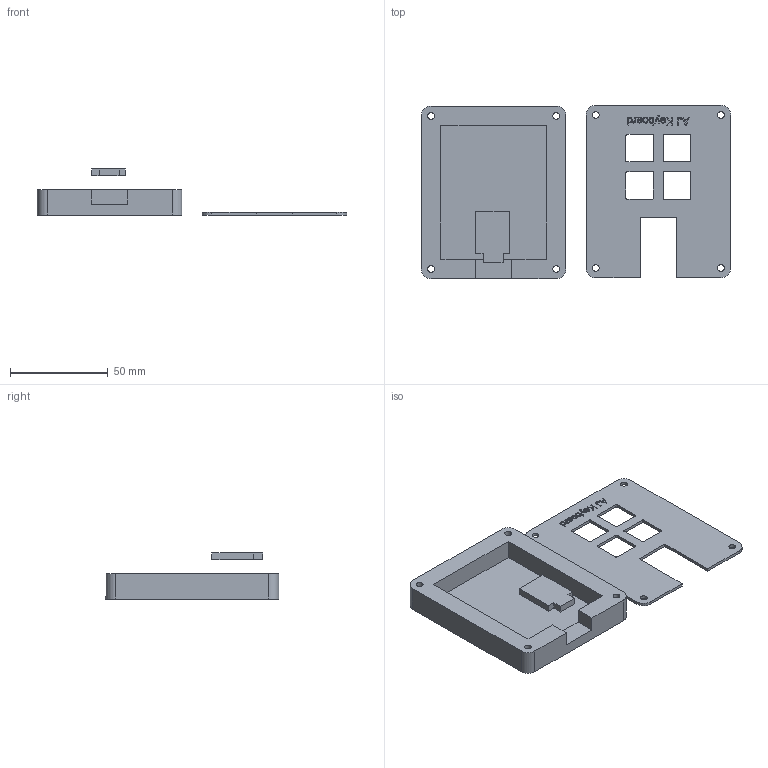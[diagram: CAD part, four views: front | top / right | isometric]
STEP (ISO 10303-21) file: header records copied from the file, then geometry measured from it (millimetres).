
FILE_DESCRIPTION(/* description */ (''),/* implementation_level */ '2;1');
FILE_NAME(/* name */ 'AJ''S Keyboard.step',/* time_stamp */ '2026-01-01T19:05:40-05:00',/* author */ (''),/* organization */ (''),/* preprocessor_version */ 'ST-DEVELOPER v20.1',/* originating_system */ 'Autodesk Translation Framework v14.21.0.0',/* authorisation */ '');
FILE_SCHEMA (('AUTOMOTIVE_DESIGN { 1 0 10303 214 3 1 1 }'));
Length unit declared in the file: millimetre
Products named in the file (4): 2026-01-01-16-12-40-795; 2026-01-01-16-14-25-802; 2026-01-01-16-38-33-496; 2026-01-01-16-38-43-511
Assembly tree (3 placements, depth 4):
  2026-01-01-16-12-40-795
    2026-01-01-16-14-25-802
      2026-01-01-16-38-33-496
        2026-01-01-16-38-43-511
Bounding box: 157.85 x 88.55 x 23.5 mm (x, y, z)
Volume: 54579 mm3; surface area: 32251.7 mm2
Topology: 3 solids, 3 shells, 293 faces, 801 edges, 534 vertices
Faces by surface type: bspline 130, plane 127, cylinder 36
Full cylindrical faces by diameter (mm): 3.4 x8, 6 x4
Entity records: 10588 total; most frequent: CARTESIAN_POINT 3845, ORIENTED_EDGE 1602, DIRECTION 953, EDGE_CURVE 801, VERTEX_POINT 534, LINE 469, VECTOR 469, EDGE_LOOP 337
